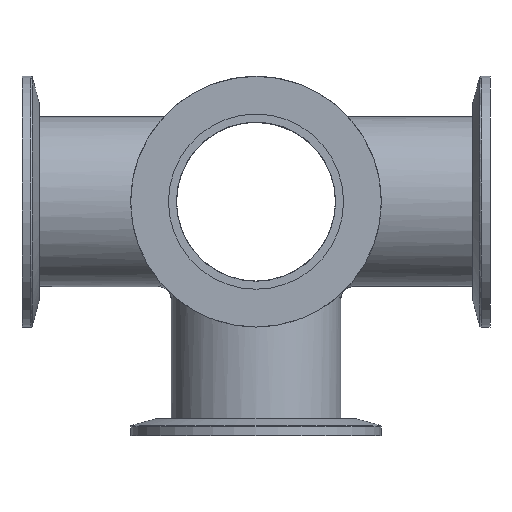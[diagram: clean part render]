
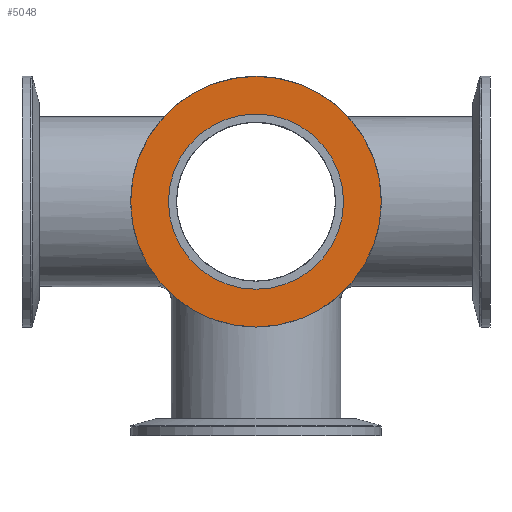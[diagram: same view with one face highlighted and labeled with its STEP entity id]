
A CAD part, left-side view. The second image highlights one B-rep face of the part: STEP entity #5048.
In plain terms, the highlighted face is planar.
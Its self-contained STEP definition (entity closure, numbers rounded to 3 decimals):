
#155 = FACE_BOUND ( 'NONE', #5670, .T. ) ;
#181 = ORIENTED_EDGE ( 'NONE', *, *, #5244, .T. ) ;
#353 = CIRCLE ( 'NONE', #3191, 37.5 ) ;
#387 = EDGE_CURVE ( 'NONE', #4045, #4045, #3153, .T. ) ;
#536 = AXIS2_PLACEMENT_3D ( 'NONE', #627, #2868, #3731 ) ;
#627 = CARTESIAN_POINT ( 'NONE',  ( 0., 3., 0. ) ) ;
#852 = VERTEX_POINT ( 'NONE', #4149 ) ;
#1418 = FACE_OUTER_BOUND ( 'NONE', #4099, .T. ) ;
#1614 = PLANE ( 'NONE',  #2217 ) ;
#2217 = AXIS2_PLACEMENT_3D ( 'NONE', #3766, #5153, #2440 ) ;
#2433 = DIRECTION ( 'NONE',  ( 0., 0., 1. ) ) ;
#2440 = DIRECTION ( 'NONE',  ( 0., 0., 1. ) ) ;
#2806 = CARTESIAN_POINT ( 'NONE',  ( 0., 3., 0. ) ) ;
#2868 = DIRECTION ( 'NONE',  ( 0., -1., 0. ) ) ;
#3153 = CIRCLE ( 'NONE', #536, 26.2 ) ;
#3191 = AXIS2_PLACEMENT_3D ( 'NONE', #2806, #5519, #2433 ) ;
#3731 = DIRECTION ( 'NONE',  ( 0., 0., -1. ) ) ;
#3766 = CARTESIAN_POINT ( 'NONE',  ( 0., 3., 0. ) ) ;
#3793 = CARTESIAN_POINT ( 'NONE',  ( 0., 3., -26.2 ) ) ;
#4045 = VERTEX_POINT ( 'NONE', #3793 ) ;
#4099 = EDGE_LOOP ( 'NONE', ( #181 ) ) ;
#4149 = CARTESIAN_POINT ( 'NONE',  ( 0., 3., 37.5 ) ) ;
#5048 = ADVANCED_FACE ( 'NONE', ( #155, #1418 ), #1614, .T. ) ;
#5153 = DIRECTION ( 'NONE',  ( 0., 1., 0. ) ) ;
#5244 = EDGE_CURVE ( 'NONE', #852, #852, #353, .T. ) ;
#5519 = DIRECTION ( 'NONE',  ( 0., 1., 0. ) ) ;
#5670 = EDGE_LOOP ( 'NONE', ( #5759 ) ) ;
#5759 = ORIENTED_EDGE ( 'NONE', *, *, #387, .T. ) ;
